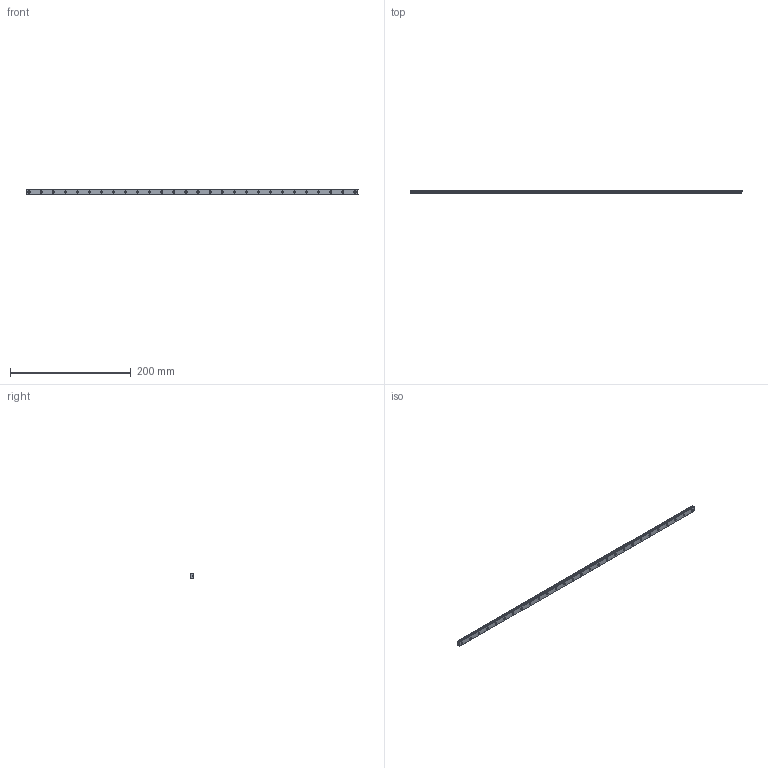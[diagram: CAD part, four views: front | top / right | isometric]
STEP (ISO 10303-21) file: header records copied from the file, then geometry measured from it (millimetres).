
FILE_DESCRIPTION (( 'STEP AP214' ), '1' );
FILE_NAME ('SRS9XGMSS-550LM_G5_0_0_0_0_0_1.STEP', '2021-08-13T09:25:14', ( '' ), ( '' ), 'SwSTEP 2.0', 'SolidWorks 2021', '' );
FILE_SCHEMA (( 'AUTOMOTIVE_DESIGN' ));
Length unit declared in the file: millimetre
Products named in the file (2): _SRS9XGM5505 Track; SRS9XGMSS-550LM_G5_0_0_0_0_0_1
Assembly tree (1 placements, depth 2):
  SRS9XGMSS-550LM_G5_0_0_0_0_0_1
    _SRS9XGM5505 Track
Bounding box: 550 x 5.5 x 9 mm (x, y, z)
Volume: 21860.9 mm3; surface area: 17784.3 mm2
Topology: 1 solids, 1 shells, 169 faces, 417 edges, 278 vertices
Faces by surface type: cylinder 125, plane 44
Entity records: 5319 total; most frequent: DIRECTION 1013, CARTESIAN_POINT 868, ORIENTED_EDGE 834, AXIS2_PLACEMENT_3D 423, EDGE_CURVE 417, VERTEX_POINT 278, EDGE_LOOP 253, CIRCLE 250
